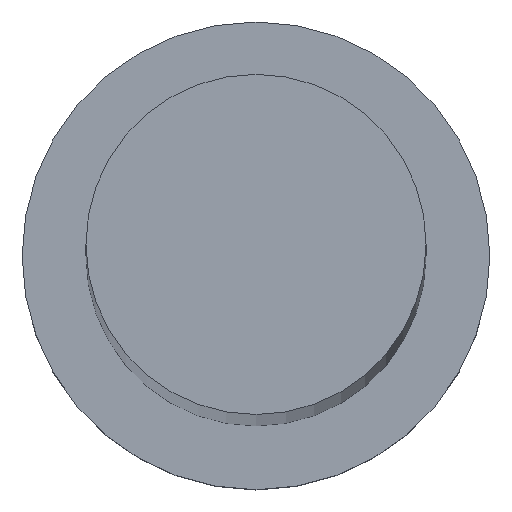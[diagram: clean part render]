
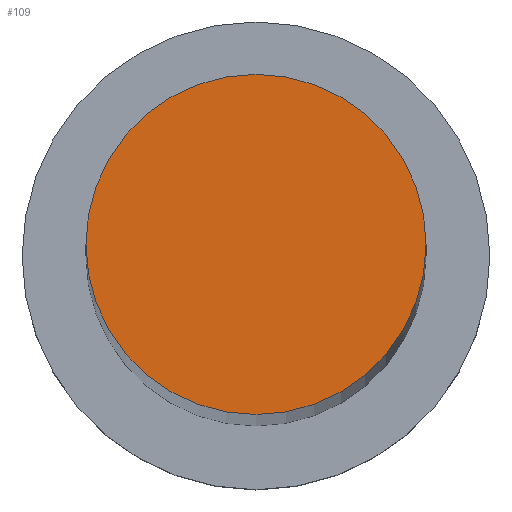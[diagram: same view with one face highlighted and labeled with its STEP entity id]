
A CAD part, top view. The second image highlights one B-rep face of the part: STEP entity #109.
In plain terms, the highlighted planar face has unit normal (0, 0, 1).
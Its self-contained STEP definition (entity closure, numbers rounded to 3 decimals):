
#2 = AXIS2_PLACEMENT_3D ( 'NONE', #250, #233, #68 ) ;
#20 = AXIS2_PLACEMENT_3D ( 'NONE', #167, #120, #204 ) ;
#27 = EDGE_LOOP ( 'NONE', ( #157, #132 ) ) ;
#49 = EDGE_CURVE ( 'NONE', #222, #219, #221, .T. ) ;
#50 = DIRECTION ( 'NONE',  ( 1., 0., 0. ) ) ;
#68 = DIRECTION ( 'NONE',  ( 1., 0., 0. ) ) ;
#83 = CIRCLE ( 'NONE', #235, 8. ) ;
#109 = ADVANCED_FACE ( 'NONE', ( #232 ), #150, .T. ) ;
#120 = DIRECTION ( 'NONE',  ( 0., 0., 1. ) ) ;
#126 = EDGE_CURVE ( 'NONE', #219, #222, #83, .T. ) ;
#132 = ORIENTED_EDGE ( 'NONE', *, *, #49, .T. ) ;
#148 = CARTESIAN_POINT ( 'NONE',  ( 0., 0., 315. ) ) ;
#150 = PLANE ( 'NONE',  #2 ) ;
#157 = ORIENTED_EDGE ( 'NONE', *, *, #126, .T. ) ;
#163 = CARTESIAN_POINT ( 'NONE',  ( 8., 0., 315. ) ) ;
#167 = CARTESIAN_POINT ( 'NONE',  ( 0., 0., 315. ) ) ;
#170 = DIRECTION ( 'NONE',  ( 0., 0., 1. ) ) ;
#203 = CARTESIAN_POINT ( 'NONE',  ( -8., 0., 315. ) ) ;
#204 = DIRECTION ( 'NONE',  ( 1., 0., 0. ) ) ;
#219 = VERTEX_POINT ( 'NONE', #203 ) ;
#221 = CIRCLE ( 'NONE', #20, 8. ) ;
#222 = VERTEX_POINT ( 'NONE', #163 ) ;
#232 = FACE_OUTER_BOUND ( 'NONE', #27, .T. ) ;
#233 = DIRECTION ( 'NONE',  ( 0., 0., 1. ) ) ;
#235 = AXIS2_PLACEMENT_3D ( 'NONE', #148, #170, #50 ) ;
#250 = CARTESIAN_POINT ( 'NONE',  ( 0., 0., 315. ) ) ;
